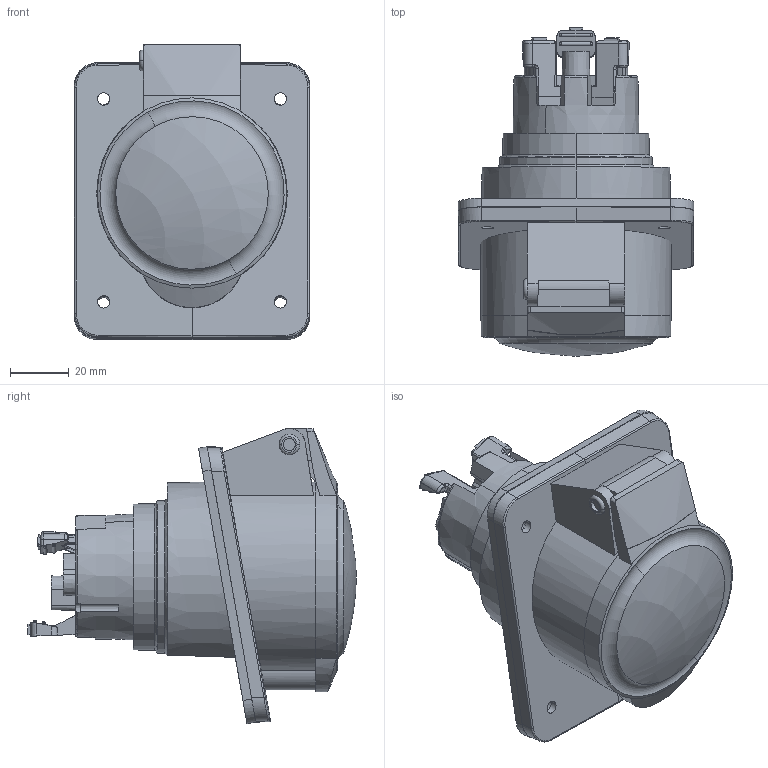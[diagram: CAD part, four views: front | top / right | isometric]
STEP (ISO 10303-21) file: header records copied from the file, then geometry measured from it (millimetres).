
FILE_DESCRIPTION((''),'2;1');
FILE_NAME('GW62216FH_SW0001','2020-10-08T12:58:25',('ns3'),('Axiro Italia'),'CREO PARAMETRIC BY PTC INC, 2020074','CREO PARAMETRIC BY PTC INC, 2020074','');
FILE_SCHEMA(('CONFIG_CONTROL_DESIGN'));
Length unit declared in the file: millimetre
Products named in the file (1): GW62216FH_SW0001
Bounding box: 80 x 111.6 x 100.32 mm (x, y, z)
Volume: 294579.7 mm3; surface area: 47043.6 mm2
Topology: 2 solids, 2 shells, 567 faces, 1658 edges, 1090 vertices
Faces by surface type: plane 323, cylinder 165, bspline 39, cone 25, torus 12, sphere 3
Entity records: 22757 total; most frequent: CARTESIAN_POINT 8275, ORIENTED_EDGE 3312, DIRECTION 2565, EDGE_CURVE 1656, VERTEX_POINT 1090, VECTOR 1057, LINE 1057, AXIS2_PLACEMENT_3D 754
